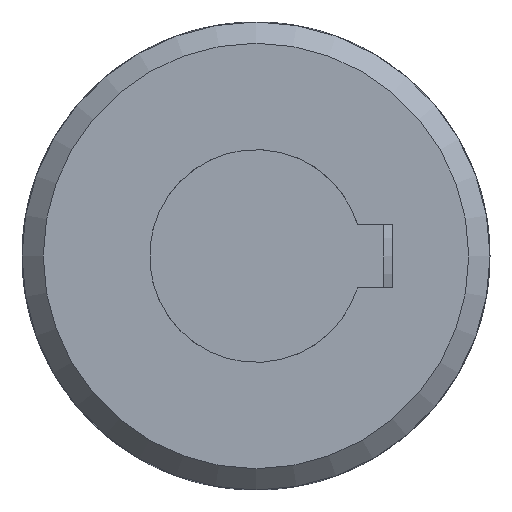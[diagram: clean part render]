
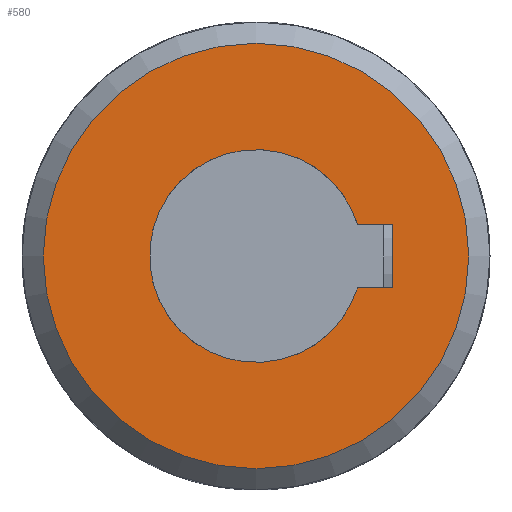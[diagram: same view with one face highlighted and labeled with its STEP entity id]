
A CAD part, left-side view. The second image highlights one B-rep face of the part: STEP entity #580.
In plain terms, the highlighted planar face has unit normal (-1, 0, 0).
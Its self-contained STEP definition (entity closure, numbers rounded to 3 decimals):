
#580 = ADVANCED_FACE( '', ( #1162, #1163 ), #1164, .T. );
#1162 = FACE_BOUND( '', #1744, .T. );
#1163 = FACE_OUTER_BOUND( '', #1745, .T. );
#1164 = PLANE( '', #1746 );
#1744 = EDGE_LOOP( '', ( #3117, #3118, #3119, #3120 ) );
#1745 = EDGE_LOOP( '', ( #3121 ) );
#1746 = AXIS2_PLACEMENT_3D( '', #3122, #3123, #3124 );
#3117 = ORIENTED_EDGE( '', *, *, #3906, .T. );
#3118 = ORIENTED_EDGE( '', *, *, #3657, .T. );
#3119 = ORIENTED_EDGE( '', *, *, #3476, .T. );
#3120 = ORIENTED_EDGE( '', *, *, #3541, .T. );
#3121 = ORIENTED_EDGE( '', *, *, #3671, .F. );
#3122 = CARTESIAN_POINT( '', ( 0., 10., 0. ) );
#3123 = DIRECTION( '', ( -1., 0., 0. ) );
#3124 = DIRECTION( '', ( 0., 0., 1. ) );
#3476 = EDGE_CURVE( '', #4145, #4143, #4146, .T. );
#3541 = EDGE_CURVE( '', #4143, #4252, #4254, .T. );
#3657 = EDGE_CURVE( '', #4442, #4145, #4443, .T. );
#3671 = EDGE_CURVE( '', #4463, #4463, #4464, .T. );
#3906 = EDGE_CURVE( '', #4252, #4442, #4774, .T. );
#4143 = VERTEX_POINT( '', #5174 );
#4145 = VERTEX_POINT( '', #5177 );
#4146 = LINE( '', #5178, #5179 );
#4252 = VERTEX_POINT( '', #5455 );
#4254 = LINE( '', #5458, #5459 );
#4442 = VERTEX_POINT( '', #5908 );
#4443 = CIRCLE( '', #5909, 5. );
#4463 = VERTEX_POINT( '', #6003 );
#4464 = CIRCLE( '', #6004, 10. );
#4774 = LINE( '', #6792, #6793 );
#5174 = CARTESIAN_POINT( '', ( 0., -1.5, -6.4 ) );
#5177 = CARTESIAN_POINT( '', ( 0., -1.5, -4.77 ) );
#5178 = CARTESIAN_POINT( '', ( 0., -1.5, 0. ) );
#5179 = VECTOR( '', #6976, 1000. );
#5455 = CARTESIAN_POINT( '', ( 0., 1.5, -6.4 ) );
#5458 = CARTESIAN_POINT( '', ( 0., -1.5, -6.4 ) );
#5459 = VECTOR( '', #7059, 1000. );
#5908 = CARTESIAN_POINT( '', ( 0., 1.5, -4.77 ) );
#5909 = AXIS2_PLACEMENT_3D( '', #7250, #7251, #7252 );
#6003 = CARTESIAN_POINT( '', ( 0., 0., -10. ) );
#6004 = AXIS2_PLACEMENT_3D( '', #7267, #7268, #7269 );
#6792 = CARTESIAN_POINT( '', ( 0., 1.5, -6.4 ) );
#6793 = VECTOR( '', #7522, 1000. );
#6976 = DIRECTION( '', ( 0., 0., -1. ) );
#7059 = DIRECTION( '', ( 0., 1., 0. ) );
#7250 = CARTESIAN_POINT( '', ( 0., 0., 0. ) );
#7251 = DIRECTION( '', ( 1., 0., 0. ) );
#7252 = DIRECTION( '', ( 0., 0., -1. ) );
#7267 = CARTESIAN_POINT( '', ( 0., 0., 0. ) );
#7268 = DIRECTION( '', ( 1., 0., 0. ) );
#7269 = DIRECTION( '', ( 0., 0., -1. ) );
#7522 = DIRECTION( '', ( 0., 0., 1. ) );
